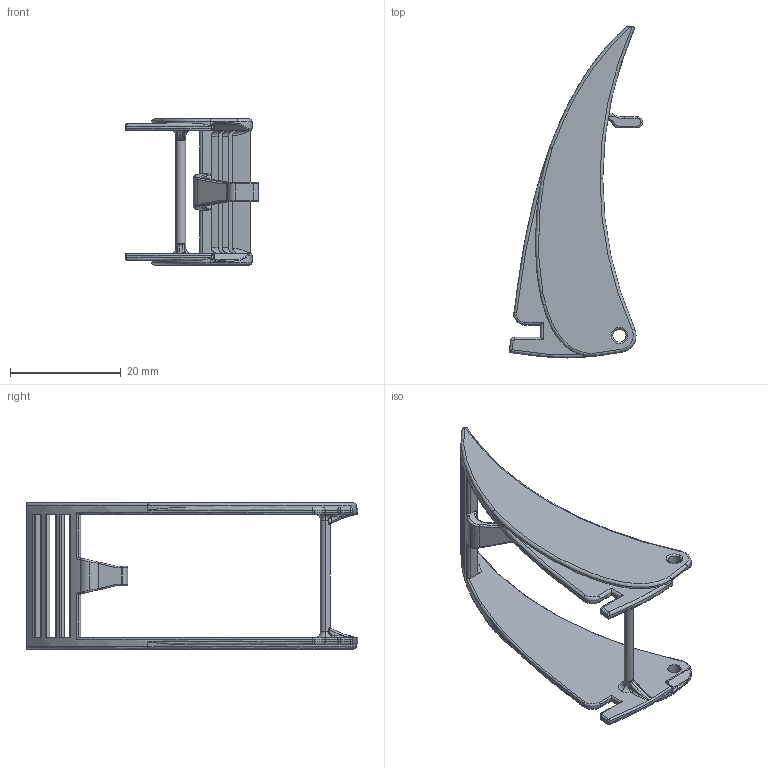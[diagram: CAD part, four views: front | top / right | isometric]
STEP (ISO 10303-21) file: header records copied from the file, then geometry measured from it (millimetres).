
FILE_DESCRIPTION (( 'STEP AP214' ), '1' );
FILE_NAME ('GZT4 obejma.STEP', '2015-02-16T07:42:52', ( '' ), ( '' ), 'SwSTEP 2.0', 'SolidWorks 2012', '' );
FILE_SCHEMA (( 'AUTOMOTIVE_DESIGN' ));
Length unit declared in the file: millimetre
Products named in the file (1): GZT4 obejma
Bounding box: 24.06 x 59.88 x 26.4 mm (x, y, z)
Volume: 3346.4 mm3; surface area: 4378.8 mm2
Topology: 1 solids, 1 shells, 270 faces, 665 edges, 390 vertices
Faces by surface type: cylinder 95, bspline 77, torus 45, plane 43, sphere 10
Entity records: 10561 total; most frequent: CARTESIAN_POINT 4782, ORIENTED_EDGE 1318, DIRECTION 1086, EDGE_CURVE 659, AXIS2_PLACEMENT_3D 445, VERTEX_POINT 390, EDGE_LOOP 279, FACE_OUTER_BOUND 270
